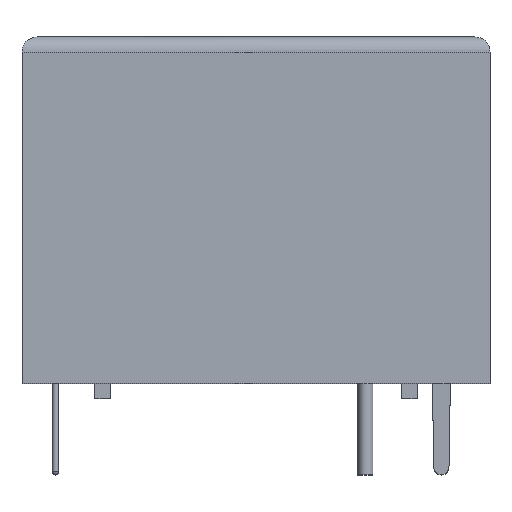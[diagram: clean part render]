
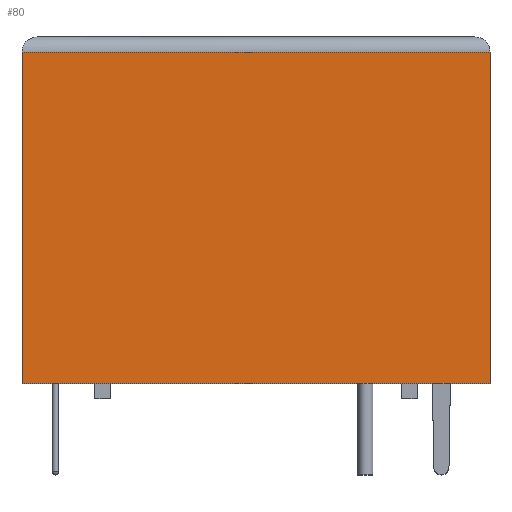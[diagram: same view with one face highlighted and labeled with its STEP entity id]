
A CAD part, top view. The second image highlights one B-rep face of the part: STEP entity #80.
In plain terms, the highlighted planar face has unit normal (0, 0, 1).
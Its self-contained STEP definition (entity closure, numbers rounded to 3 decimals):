
#80=ADVANCED_FACE('',(#177),#178,.T.);
#177=FACE_OUTER_BOUND('',#313,.T.);
#178=PLANE('',#314);
#313=EDGE_LOOP('',(#619,#620,#621,#622));
#314=AXIS2_PLACEMENT_3D('',#623,#624,#625);
#619=ORIENTED_EDGE('',*,*,#955,.T.);
#620=ORIENTED_EDGE('',*,*,#956,.T.);
#621=ORIENTED_EDGE('',*,*,#957,.T.);
#622=ORIENTED_EDGE('',*,*,#958,.F.);
#623=CARTESIAN_POINT('',(-11.0,5.45,5.2));
#624=DIRECTION('',(0.,0.,1.0));
#625=DIRECTION('',(0.,-1.0,0.));
#955=EDGE_CURVE('',#1183,#1184,#1185,.T.);
#956=EDGE_CURVE('',#1184,#1186,#1187,.T.);
#957=EDGE_CURVE('',#1186,#1188,#1189,.T.);
#958=EDGE_CURVE('',#1183,#1188,#1190,.T.);
#1183=VERTEX_POINT('',#1499);
#1184=VERTEX_POINT('',#1500);
#1185=LINE('',#1501,#1502);
#1186=VERTEX_POINT('',#1503);
#1187=LINE('',#1504,#1505);
#1188=VERTEX_POINT('',#1506);
#1189=LINE('',#1507,#1508);
#1190=LINE('',#1509,#1510);
#1499=CARTESIAN_POINT('',(-7.7,10.9,5.2));
#1500=CARTESIAN_POINT('',(-7.7,0.0,5.2));
#1501=CARTESIAN_POINT('',(-7.7,5.45,5.2));
#1502=VECTOR('',#1743,1.0);
#1503=CARTESIAN_POINT('',(7.7,0.0,5.2));
#1504=CARTESIAN_POINT('',(-8.75,0.0,5.2));
#1505=VECTOR('',#1744,1.0);
#1506=CARTESIAN_POINT('',(7.7,10.9,5.2));
#1507=CARTESIAN_POINT('',(7.7,5.45,5.2));
#1508=VECTOR('',#1745,1.0);
#1509=CARTESIAN_POINT('',(-11.0,10.9,5.2));
#1510=VECTOR('',#1746,1.0);
#1743=DIRECTION('',(0.,-1.0,0.));
#1744=DIRECTION('',(1.0,0.0,0.));
#1745=DIRECTION('',(0.,1.0,0.));
#1746=DIRECTION('',(1.0,0.0,0.));
